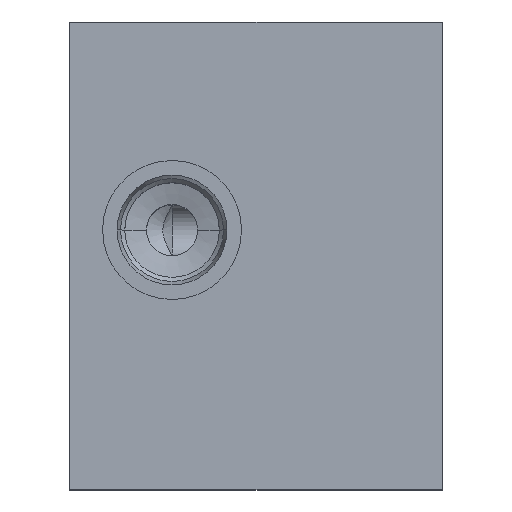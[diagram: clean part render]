
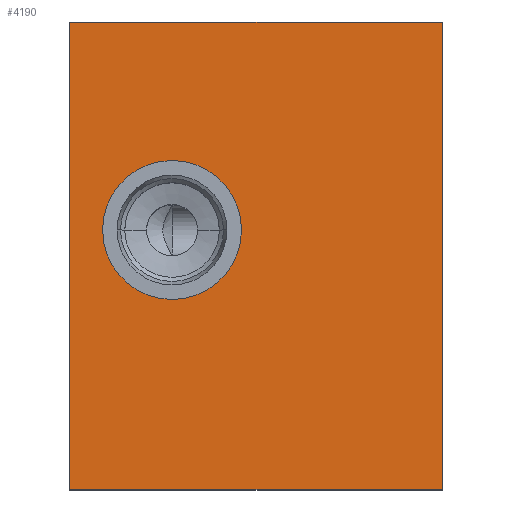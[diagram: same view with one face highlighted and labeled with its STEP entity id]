
A CAD part, top view. The second image highlights one B-rep face of the part: STEP entity #4190.
In plain terms, the highlighted planar face has unit normal (0, 0, 1).
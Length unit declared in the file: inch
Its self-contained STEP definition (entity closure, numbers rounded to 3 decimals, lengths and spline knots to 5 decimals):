
#477=DIRECTION('',(0.,-1.,0.));
#478=VECTOR('',#477,4.);
#479=CARTESIAN_POINT('',(0.,0.,4.5));
#480=LINE('',#479,#478);
#481=DIRECTION('',(-1.,0.,0.));
#482=VECTOR('',#481,3.188);
#483=CARTESIAN_POINT('',(3.188,0.,4.5));
#484=LINE('',#483,#482);
#485=DIRECTION('',(0.,1.,0.));
#486=VECTOR('',#485,4.);
#487=CARTESIAN_POINT('',(3.188,-4.,4.5));
#488=LINE('',#487,#486);
#489=DIRECTION('',(1.,0.,0.));
#490=VECTOR('',#489,3.188);
#491=CARTESIAN_POINT('',(0.,-4.,4.5));
#492=LINE('',#491,#490);
#493=CARTESIAN_POINT('',(0.875,-1.781,4.5));
#494=DIRECTION('',(0.,0.,-1.));
#495=DIRECTION('',(-1.,0.,0.));
#496=AXIS2_PLACEMENT_3D('',#493,#494,#495);
#498=CARTESIAN_POINT('',(0.875,-1.781,4.5));
#499=DIRECTION('',(0.,0.,-1.));
#500=DIRECTION('',(1.,0.,0.));
#501=AXIS2_PLACEMENT_3D('',#498,#499,#500);
#3495=CARTESIAN_POINT('',(0.,0.,4.5));
#3496=CARTESIAN_POINT('',(0.,-4.,4.5));
#3497=VERTEX_POINT('',#3495);
#3498=VERTEX_POINT('',#3496);
#3499=CARTESIAN_POINT('',(3.188,-4.,4.5));
#3500=VERTEX_POINT('',#3499);
#3501=CARTESIAN_POINT('',(3.188,0.,4.5));
#3502=VERTEX_POINT('',#3501);
#3947=CARTESIAN_POINT('',(0.28,-1.781,4.5));
#3948=CARTESIAN_POINT('',(1.47,-1.781,4.5));
#3949=VERTEX_POINT('',#3947);
#3950=VERTEX_POINT('',#3948);
#4173=CARTESIAN_POINT('',(0.,0.,4.5));
#4174=DIRECTION('',(0.,0.,1.));
#4175=DIRECTION('',(1.,0.,0.));
#4176=AXIS2_PLACEMENT_3D('',#4173,#4174,#4175);
#4177=PLANE('',#4176);
#4178=ORIENTED_EDGE('',*,*,#4005,.F.);
#4179=ORIENTED_EDGE('',*,*,#4044,.F.);
#4180=ORIENTED_EDGE('',*,*,#4070,.F.);
#4181=ORIENTED_EDGE('',*,*,#4155,.F.);
#4182=EDGE_LOOP('',(#4178,#4179,#4180,#4181));
#4183=FACE_OUTER_BOUND('',#4182,.F.);
#4185=ORIENTED_EDGE('',*,*,#4184,.F.);
#4187=ORIENTED_EDGE('',*,*,#4186,.F.);
#4188=EDGE_LOOP('',(#4185,#4187));
#4189=FACE_BOUND('',#4188,.F.);
#4190=ADVANCED_FACE('',(#4183,#4189),#4177,.T.);
#497=CIRCLE('',#496,0.595);
#502=CIRCLE('',#501,0.595);
#4005=EDGE_CURVE('',#3497,#3498,#480,.T.);
#4044=EDGE_CURVE('',#3502,#3497,#484,.T.);
#4070=EDGE_CURVE('',#3500,#3502,#488,.T.);
#4155=EDGE_CURVE('',#3498,#3500,#492,.T.);
#4184=EDGE_CURVE('',#3949,#3950,#497,.T.);
#4186=EDGE_CURVE('',#3950,#3949,#502,.T.);
